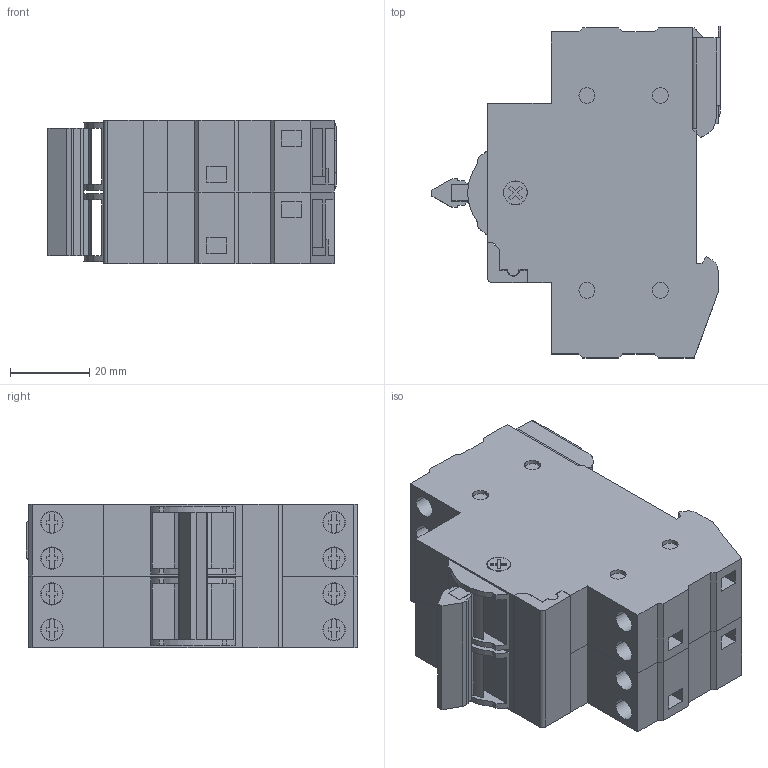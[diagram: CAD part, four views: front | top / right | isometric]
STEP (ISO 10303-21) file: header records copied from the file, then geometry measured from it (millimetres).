
FILE_DESCRIPTION (( 'STEP AP203' ), '1' );
FILE_NAME ('Òðåõïîçèöèîííûé ïåðåêëþ÷àòåëü EKF PROxima 2P.STEP', '2022-12-05T06:09:40', ( '' ), ( '' ), 'SwSTEP 2.0', 'SolidWorks 2021', '' );
FILE_SCHEMA (( 'CONFIG_CONTROL_DESIGN' ));
Length unit declared in the file: millimetre
Products named in the file (9): ______(01).STEP_00; _______________ _____________.STEP_00; Òðåõïîçèöèîííûé ïåðåêëþ÷àòåëü EKF PROxima 2P; ______ _____(02).STEP_00; _____4.STEP_00; _______________ _____________ EKF Basic 1P___.STEP_00; ___________ ____________(2P________).STEP_00; _______.STEP_00; _______________ _____________ EKF Basic 1P___-1.STEP_00
Assembly tree (16 placements, depth 3):
  Òðåõïîçèöèîííûé ïåðåêëþ÷àòåëü EKF PROxima 2P
    _______________ _____________ EKF Basic 1P___.STEP_00
      _______________ _____________.STEP_00
      ______ _____(02).STEP_00  x4
    _______________ _____________ EKF Basic 1P___-1.STEP_00
      _______________ _____________.STEP_00
      ______ _____(02).STEP_00  x4
      _____4.STEP_00
      _______.STEP_00
    ___________ ____________(2P________).STEP_00
    ______(01).STEP_00
Bounding box: 72.5 x 83.5 x 36 mm (x, y, z)
Volume: 136744.2 mm3; surface area: 35943.7 mm2
Topology: 14 solids, 14 shells, 658 faces, 1702 edges, 1116 vertices
Faces by surface type: plane 527, cylinder 129, bspline 2
Entity records: 12356 total; most frequent: CARTESIAN_POINT 2839, DIRECTION 1729, ORIENTED_EDGE 1722, EDGE_CURVE 861, LINE 701, VECTOR 701, VERTEX_POINT 558, AXIS2_PLACEMENT_3D 514
